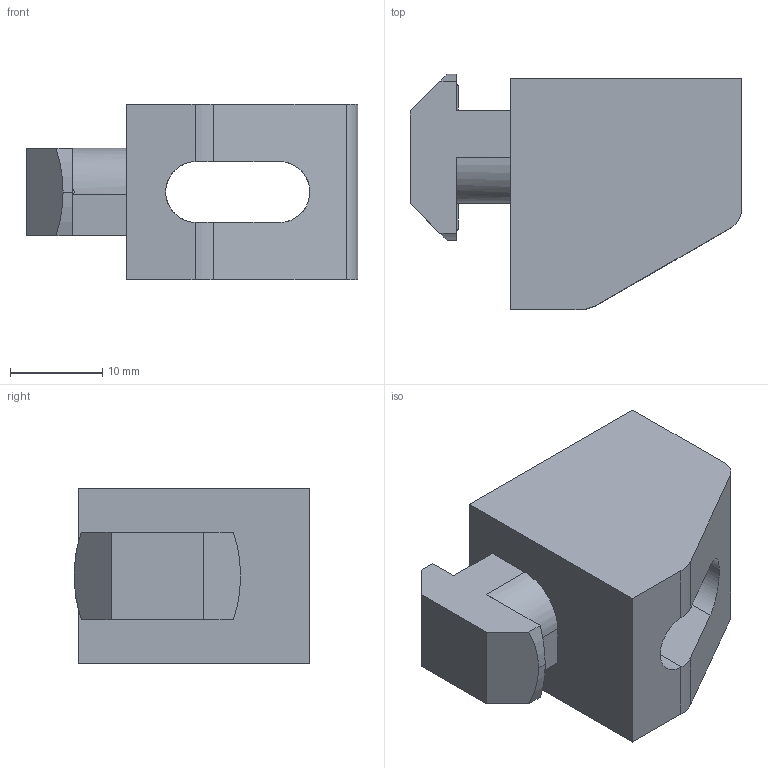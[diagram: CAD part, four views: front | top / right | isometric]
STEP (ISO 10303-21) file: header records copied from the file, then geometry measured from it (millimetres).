
FILE_DESCRIPTION (( 'STEP AP214' ), '1' );
FILE_NAME ('094008m6.STEP', '2012-09-27T07:04:37', ( '' ), ( '' ), 'SwSTEP 2.0', 'SolidWorks 2012', '' );
FILE_SCHEMA (( 'AUTOMOTIVE_DESIGN' ));
Length unit declared in the file: millimetre
Products named in the file (1): 094008m6
Bounding box: 35.9 x 25.5 x 19 mm (x, y, z)
Volume: 9436.1 mm3; surface area: 4090.9 mm2
Topology: 1 solids, 1 shells, 33 faces, 93 edges, 62 vertices
Faces by surface type: plane 18, cylinder 13, cone 2
Entity records: 1127 total; most frequent: CARTESIAN_POINT 236, ORIENTED_EDGE 186, DIRECTION 171, EDGE_CURVE 93, VERTEX_POINT 62, VECTOR 61, LINE 61, AXIS2_PLACEMENT_3D 55
